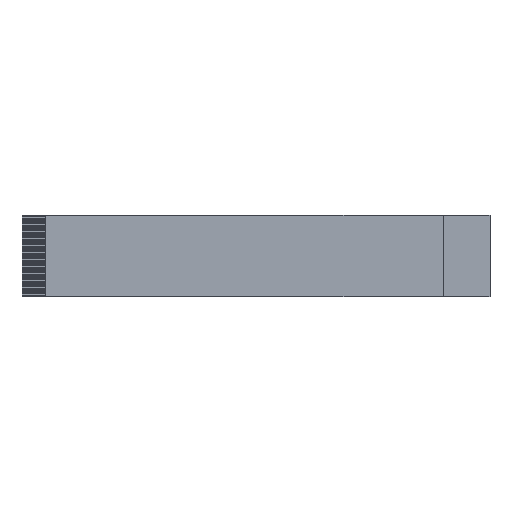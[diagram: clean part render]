
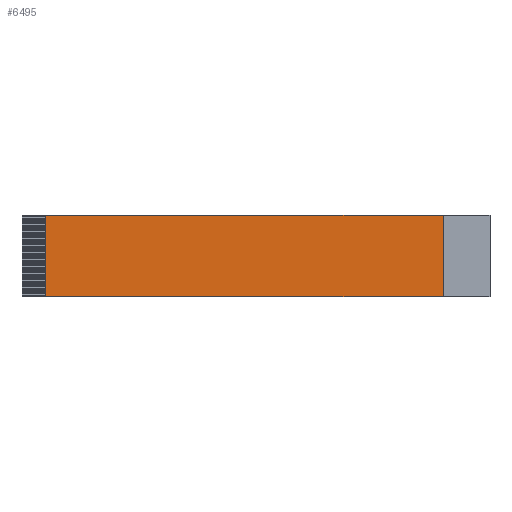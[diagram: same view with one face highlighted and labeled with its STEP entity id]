
A CAD part, top view. The second image highlights one B-rep face of the part: STEP entity #6495.
In plain terms, the highlighted planar face has unit normal (0, 0, 1).
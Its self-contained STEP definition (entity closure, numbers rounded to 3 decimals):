
#473=ORIENTED_EDGE('',*,*,#1883,.F.);
#474=ORIENTED_EDGE('',*,*,#1644,.F.);
#475=ORIENTED_EDGE('',*,*,#1884,.T.);
#476=ORIENTED_EDGE('',*,*,#1634,.T.);
#1634=EDGE_CURVE('',#2358,#2357,#2793,.T.);
#1644=EDGE_CURVE('',#2365,#2209,#2802,.T.);
#1883=EDGE_CURVE('',#2209,#2357,#3041,.T.);
#1884=EDGE_CURVE('',#2365,#2358,#3042,.T.);
#2209=VERTEX_POINT('',#8059);
#2357=VERTEX_POINT('',#8365);
#2358=VERTEX_POINT('',#8367);
#2365=VERTEX_POINT('',#8386);
#2793=LINE('',#8366,#3515);
#2802=LINE('',#8387,#3524);
#3041=LINE('',#8898,#3763);
#3042=LINE('',#8899,#3764);
#3515=VECTOR('',#7037,1000.);
#3524=VECTOR('',#7048,1000.);
#3763=VECTOR('',#7427,1000.);
#3764=VECTOR('',#7428,1000.);
#4161=EDGE_LOOP('',(#473,#474,#475,#476));
#4385=FACE_BOUND('',#4161,.T.);
#4609=PLANE('',#6726);
#6495=ADVANCED_FACE('',(#4385),#4609,.F.);
#6726=AXIS2_PLACEMENT_3D('',#8897,#7425,#7426);
#7037=DIRECTION('',(1.,0.,0.));
#7048=DIRECTION('',(1.,0.,0.));
#7425=DIRECTION('',(0.,0.,-1.));
#7426=DIRECTION('',(-1.,0.,0.));
#7427=DIRECTION('',(0.,-1.,0.));
#7428=DIRECTION('',(0.,-1.,0.));
#8059=CARTESIAN_POINT('',(40.,8.75,0.095));
#8365=CARTESIAN_POINT('',(40.,-8.75,0.095));
#8366=CARTESIAN_POINT('',(-45.,-8.75,0.095));
#8367=CARTESIAN_POINT('',(-45.,-8.75,0.095));
#8386=CARTESIAN_POINT('',(-45.,8.75,0.095));
#8387=CARTESIAN_POINT('',(-45.,8.75,0.095));
#8897=CARTESIAN_POINT('',(-45.,8.75,0.095));
#8898=CARTESIAN_POINT('',(40.,8.75,0.095));
#8899=CARTESIAN_POINT('',(-45.,8.75,0.095));
